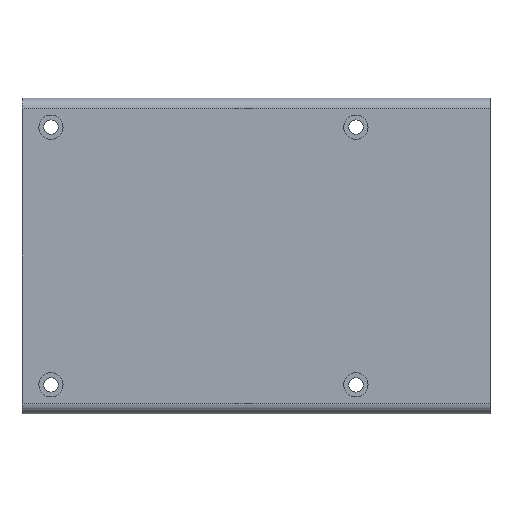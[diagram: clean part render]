
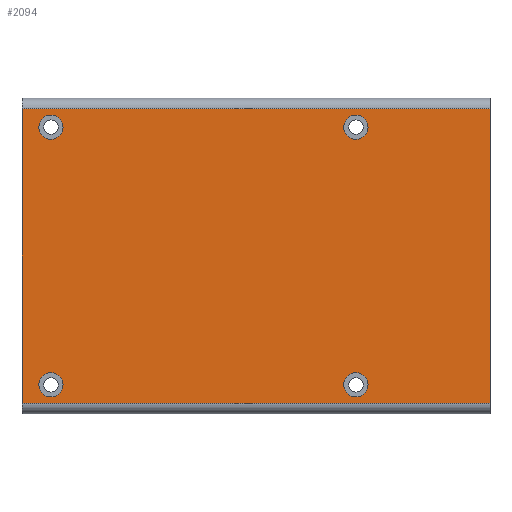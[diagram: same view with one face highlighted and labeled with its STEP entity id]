
A CAD part, front view. The second image highlights one B-rep face of the part: STEP entity #2094.
In plain terms, the highlighted planar face has unit normal (0, -1, 0).
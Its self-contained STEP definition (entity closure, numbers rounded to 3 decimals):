
#21=FACE_BOUND('',#257,.T.);
#22=FACE_BOUND('',#258,.T.);
#23=FACE_BOUND('',#259,.T.);
#24=FACE_BOUND('',#260,.T.);
#59=PLANE('',#2283);
#148=FACE_OUTER_BOUND('',#256,.T.);
#256=EDGE_LOOP('',(#1705,#1706,#1707,#1708));
#257=EDGE_LOOP('',(#1709,#1710));
#258=EDGE_LOOP('',(#1711,#1712));
#259=EDGE_LOOP('',(#1713,#1714));
#260=EDGE_LOOP('',(#1715,#1716));
#462=LINE('',#3352,#690);
#480=LINE('',#3405,#708);
#492=LINE('',#3428,#720);
#493=LINE('',#3429,#721);
#690=VECTOR('',#2694,1000.);
#708=VECTOR('',#2734,1000.);
#720=VECTOR('',#2754,1000.);
#721=VECTOR('',#2755,1000.);
#789=CIRCLE('',#2175,2.3);
#790=CIRCLE('',#2176,2.3);
#793=CIRCLE('',#2180,2.3);
#794=CIRCLE('',#2181,2.3);
#797=CIRCLE('',#2185,2.3);
#798=CIRCLE('',#2186,2.3);
#801=CIRCLE('',#2190,2.3);
#802=CIRCLE('',#2191,2.3);
#871=VERTEX_POINT('',#2984);
#872=VERTEX_POINT('',#2986);
#875=VERTEX_POINT('',#2994);
#876=VERTEX_POINT('',#2996);
#879=VERTEX_POINT('',#3004);
#880=VERTEX_POINT('',#3006);
#883=VERTEX_POINT('',#3014);
#884=VERTEX_POINT('',#3016);
#1012=VERTEX_POINT('',#3349);
#1013=VERTEX_POINT('',#3351);
#1036=VERTEX_POINT('',#3403);
#1037=VERTEX_POINT('',#3404);
#1084=EDGE_CURVE('',#871,#872,#789,.T.);
#1085=EDGE_CURVE('',#872,#871,#790,.T.);
#1089=EDGE_CURVE('',#875,#876,#793,.T.);
#1090=EDGE_CURVE('',#876,#875,#794,.T.);
#1094=EDGE_CURVE('',#879,#880,#797,.T.);
#1095=EDGE_CURVE('',#880,#879,#798,.T.);
#1099=EDGE_CURVE('',#883,#884,#801,.T.);
#1100=EDGE_CURVE('',#884,#883,#802,.T.);
#1268=EDGE_CURVE('',#1012,#1013,#462,.T.);
#1295=EDGE_CURVE('',#1036,#1037,#480,.T.);
#1309=EDGE_CURVE('',#1012,#1037,#492,.T.);
#1310=EDGE_CURVE('',#1036,#1013,#493,.T.);
#1705=ORIENTED_EDGE('',*,*,#1268,.F.);
#1706=ORIENTED_EDGE('',*,*,#1309,.T.);
#1707=ORIENTED_EDGE('',*,*,#1295,.F.);
#1708=ORIENTED_EDGE('',*,*,#1310,.T.);
#1709=ORIENTED_EDGE('',*,*,#1085,.F.);
#1710=ORIENTED_EDGE('',*,*,#1084,.F.);
#1711=ORIENTED_EDGE('',*,*,#1090,.F.);
#1712=ORIENTED_EDGE('',*,*,#1089,.F.);
#1713=ORIENTED_EDGE('',*,*,#1095,.F.);
#1714=ORIENTED_EDGE('',*,*,#1094,.F.);
#1715=ORIENTED_EDGE('',*,*,#1100,.F.);
#1716=ORIENTED_EDGE('',*,*,#1099,.F.);
#2094=ADVANCED_FACE('',(#148,#21,#22,#23,#24),#59,.T.);
#2175=AXIS2_PLACEMENT_3D('',#2987,#2376,#2377);
#2176=AXIS2_PLACEMENT_3D('',#2988,#2378,#2379);
#2180=AXIS2_PLACEMENT_3D('',#2997,#2387,#2388);
#2181=AXIS2_PLACEMENT_3D('',#2998,#2389,#2390);
#2185=AXIS2_PLACEMENT_3D('',#3007,#2398,#2399);
#2186=AXIS2_PLACEMENT_3D('',#3008,#2400,#2401);
#2190=AXIS2_PLACEMENT_3D('',#3017,#2409,#2410);
#2191=AXIS2_PLACEMENT_3D('',#3018,#2411,#2412);
#2283=AXIS2_PLACEMENT_3D('',#3427,#2752,#2753);
#2376=DIRECTION('center_axis',(0.,-1.,0.));
#2377=DIRECTION('ref_axis',(0.,0.,-1.));
#2378=DIRECTION('center_axis',(0.,-1.,0.));
#2379=DIRECTION('ref_axis',(0.,0.,-1.));
#2387=DIRECTION('center_axis',(0.,-1.,0.));
#2388=DIRECTION('ref_axis',(0.,0.,-1.));
#2389=DIRECTION('center_axis',(0.,-1.,0.));
#2390=DIRECTION('ref_axis',(0.,0.,-1.));
#2398=DIRECTION('center_axis',(0.,-1.,0.));
#2399=DIRECTION('ref_axis',(0.,0.,-1.));
#2400=DIRECTION('center_axis',(0.,-1.,0.));
#2401=DIRECTION('ref_axis',(0.,0.,-1.));
#2409=DIRECTION('center_axis',(0.,-1.,0.));
#2410=DIRECTION('ref_axis',(0.,0.,-1.));
#2411=DIRECTION('center_axis',(0.,-1.,0.));
#2412=DIRECTION('ref_axis',(0.,0.,-1.));
#2694=DIRECTION('',(0.,0.,1.));
#2734=DIRECTION('',(0.,0.,-1.));
#2752=DIRECTION('center_axis',(0.,-1.,0.));
#2753=DIRECTION('ref_axis',(0.,0.,-1.));
#2754=DIRECTION('',(1.,0.,0.));
#2755=DIRECTION('',(-1.,0.,0.));
#2984=CARTESIAN_POINT('',(63.5,0.,-52.2));
#2986=CARTESIAN_POINT('',(63.5,0.,-56.8));
#2987=CARTESIAN_POINT('Origin',(63.5,0.,-54.5));
#2988=CARTESIAN_POINT('Origin',(63.5,0.,-54.5));
#2994=CARTESIAN_POINT('',(5.5,0.,-52.2));
#2996=CARTESIAN_POINT('',(5.5,0.,-56.8));
#2997=CARTESIAN_POINT('Origin',(5.5,0.,-54.5));
#2998=CARTESIAN_POINT('Origin',(5.5,0.,-54.5));
#3004=CARTESIAN_POINT('',(63.5,0.,-3.2));
#3006=CARTESIAN_POINT('',(63.5,0.,-7.8));
#3007=CARTESIAN_POINT('Origin',(63.5,0.,-5.5));
#3008=CARTESIAN_POINT('Origin',(63.5,0.,-5.5));
#3014=CARTESIAN_POINT('',(5.5,0.,-3.2));
#3016=CARTESIAN_POINT('',(5.5,0.,-7.8));
#3017=CARTESIAN_POINT('Origin',(5.5,0.,-5.5));
#3018=CARTESIAN_POINT('Origin',(5.5,0.,-5.5));
#3349=CARTESIAN_POINT('',(0.,0.,-58.));
#3351=CARTESIAN_POINT('',(0.,0.,-2.));
#3352=CARTESIAN_POINT('',(0.,0.,0.));
#3403=CARTESIAN_POINT('',(89.,0.,-2.));
#3404=CARTESIAN_POINT('',(89.,0.,-58.));
#3405=CARTESIAN_POINT('',(89.,0.,0.));
#3427=CARTESIAN_POINT('Origin',(0.,0.,0.));
#3428=CARTESIAN_POINT('',(89.,0.,-58.));
#3429=CARTESIAN_POINT('',(0.,0.,-2.));
